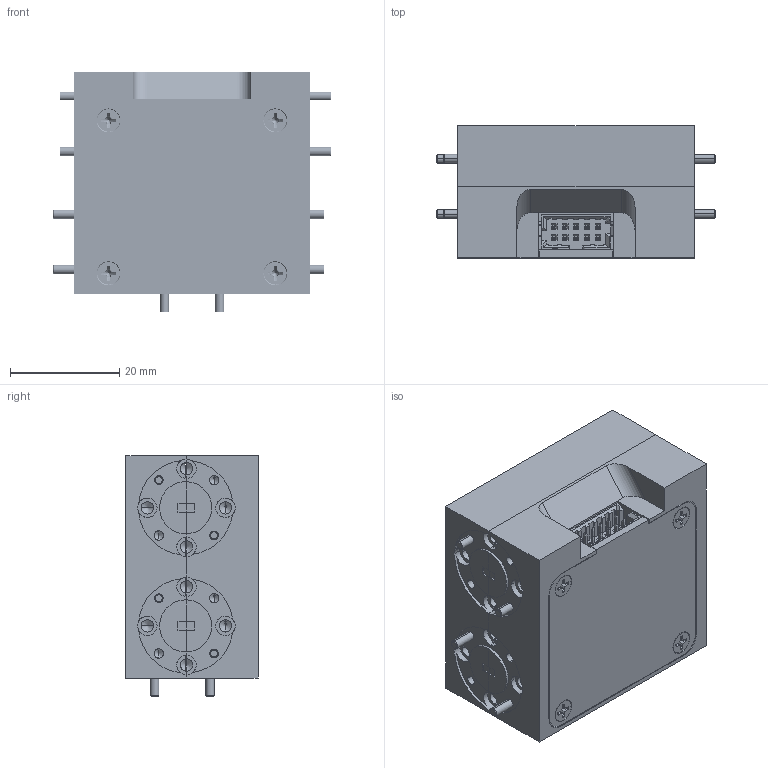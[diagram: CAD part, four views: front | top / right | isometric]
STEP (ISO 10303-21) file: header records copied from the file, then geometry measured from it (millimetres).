
FILE_DESCRIPTION (( 'STEP AP203' ), '1' );
FILE_NAME ('SK4-6039038030-1212-R1-M.STEP', '2019-03-11T23:24:37', ( '' ), ( '' ), 'SwSTEP 2.0', 'SolidWorks 2016', '' );
FILE_SCHEMA (( 'CONFIG_CONTROL_DESIGN' ));
Products named in the file (1): SK4-6039038030-1212-R1-M
Bounding box: 50.93 x 24.13 x 44.01 mm (x, y, z)
Volume: 29968.2 mm3; surface area: 24303.8 mm2
Topology: 32 solids, 32 shells, 2174 faces, 5818 edges, 3701 vertices
Faces by surface type: plane 923, cylinder 865, cone 348, bspline 38
Entity records: 82615 total; most frequent: CARTESIAN_POINT 30993, ORIENTED_EDGE 11444, DIRECTION 10090, EDGE_CURVE 5722, VERTEX_POINT 3701, AXIS2_PLACEMENT_3D 3452, VECTOR 3186, LINE 3186
